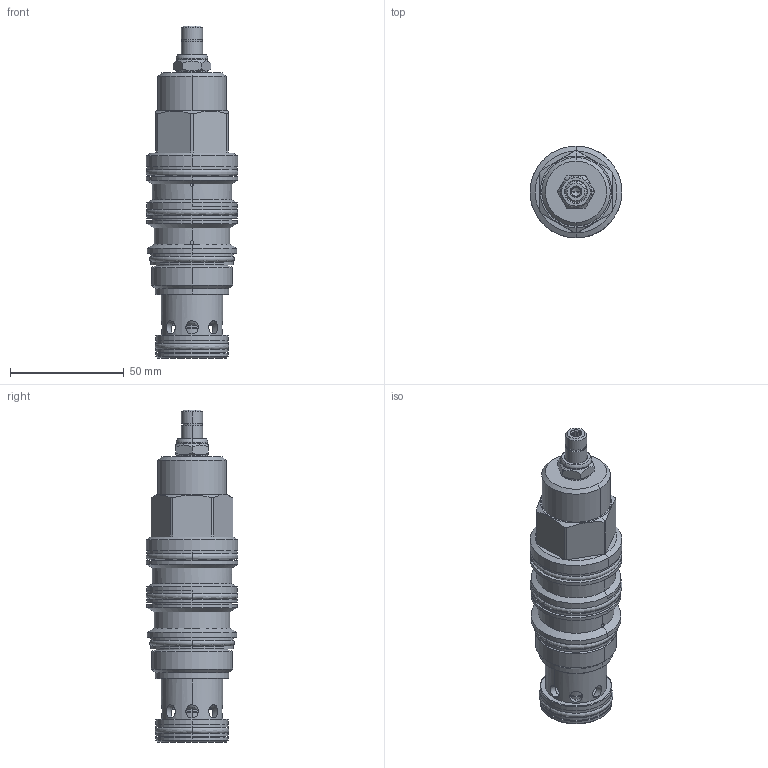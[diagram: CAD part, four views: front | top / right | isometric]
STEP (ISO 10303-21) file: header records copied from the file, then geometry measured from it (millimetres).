
FILE_DESCRIPTION((''),'2;1');
FILE_NAME('DKHP-LAN_PRT','2010-06-18T',('Administrator'),(''),'PRO/ENGINEER BY PARAMETRIC TECHNOLOGY CORPORATION, 2006240','PRO/ENGINEER BY PARAMETRIC TECHNOLOGY CORPORATION, 2006240','');
FILE_SCHEMA(('CONFIG_CONTROL_DESIGN'));
Length unit declared in the file: inch
Products named in the file (1): DKHP-LAN_PRT
Bounding box: 40.39 x 40.39 x 146.02 mm (x, y, z)
Volume: 111197.4 mm3; surface area: 28472.5 mm2
Topology: 4 solids, 4 shells, 276 faces, 630 edges, 380 vertices
Faces by surface type: cylinder 118, plane 71, cone 52, torus 21, revolution 14
Entity records: 10414 total; most frequent: CARTESIAN_POINT 4098, DIRECTION 1368, ORIENTED_EDGE 1252, EDGE_CURVE 626, AXIS2_PLACEMENT_3D 564, VERTEX_POINT 380, EDGE_LOOP 320, CIRCLE 302
